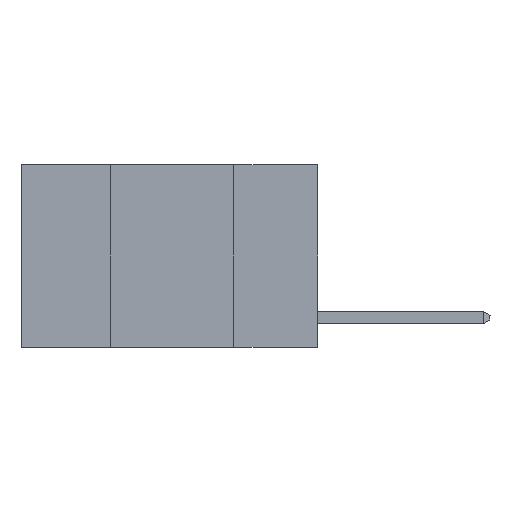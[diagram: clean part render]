
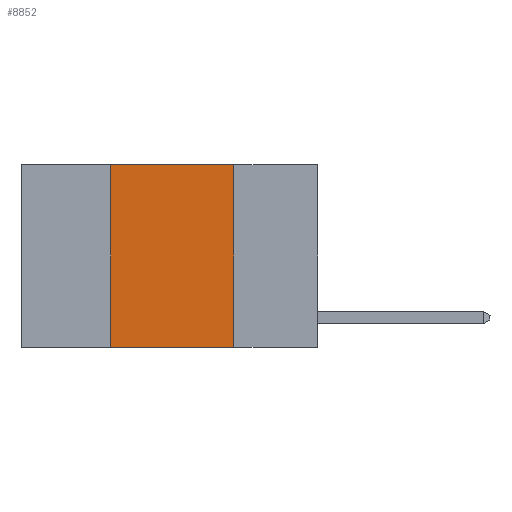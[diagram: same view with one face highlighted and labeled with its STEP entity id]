
A CAD part, left-side view. The second image highlights one B-rep face of the part: STEP entity #8852.
In plain terms, the highlighted planar face has unit normal (-1, 0, 0).
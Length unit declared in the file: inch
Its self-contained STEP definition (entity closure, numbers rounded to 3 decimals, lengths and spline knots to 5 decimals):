
#653 = VECTOR ( 'NONE', #6204, 39.37008 ) ;
#1373 = CARTESIAN_POINT ( 'NONE',  ( 0., 0.42, 0. ) ) ;
#1697 = LINE ( 'NONE', #10436, #18764 ) ;
#2812 = LINE ( 'NONE', #7820, #653 ) ;
#2913 = EDGE_LOOP ( 'NONE', ( #5816, #4059, #17491, #17652 ) ) ;
#3950 = VERTEX_POINT ( 'NONE', #1373 ) ;
#4059 = ORIENTED_EDGE ( 'NONE', *, *, #5978, .F. ) ;
#4196 = CARTESIAN_POINT ( 'NONE',  ( 0., 0.17, 0. ) ) ;
#4454 = VECTOR ( 'NONE', #12091, 39.37008 ) ;
#5297 = CARTESIAN_POINT ( 'NONE',  ( 0., 0.17, 0. ) ) ;
#5816 = ORIENTED_EDGE ( 'NONE', *, *, #12346, .F. ) ;
#5978 = EDGE_CURVE ( 'NONE', #3950, #8499, #18625, .T. ) ;
#6204 = DIRECTION ( 'NONE',  ( 0., -1., 0. ) ) ;
#7301 = AXIS2_PLACEMENT_3D ( 'NONE', #13971, #18771, #17357 ) ;
#7708 = EDGE_CURVE ( 'NONE', #17423, #16106, #2812, .T. ) ;
#7820 = CARTESIAN_POINT ( 'NONE',  ( 0., 0.6, -0.37 ) ) ;
#8499 = VERTEX_POINT ( 'NONE', #4196 ) ;
#8852 = ADVANCED_FACE ( 'NONE', ( #20943 ), #12130, .F. ) ;
#10311 = CARTESIAN_POINT ( 'NONE',  ( 0., 0.17, -0.37 ) ) ;
#10436 = CARTESIAN_POINT ( 'NONE',  ( 0., 0.42, 0. ) ) ;
#10596 = VECTOR ( 'NONE', #16999, 39.37008 ) ;
#11065 = EDGE_CURVE ( 'NONE', #17423, #3950, #1697, .T. ) ;
#12091 = DIRECTION ( 'NONE',  ( 0., 0., -1. ) ) ;
#12130 = PLANE ( 'NONE',  #7301 ) ;
#12346 = EDGE_CURVE ( 'NONE', #8499, #16106, #18734, .T. ) ;
#12729 = CARTESIAN_POINT ( 'NONE',  ( 0., 0.42, -0.37 ) ) ;
#13971 = CARTESIAN_POINT ( 'NONE',  ( 0., 0.6, 0. ) ) ;
#14846 = CARTESIAN_POINT ( 'NONE',  ( 0., 0.6, 0. ) ) ;
#16106 = VERTEX_POINT ( 'NONE', #10311 ) ;
#16999 = DIRECTION ( 'NONE',  ( 0., -1., 0. ) ) ;
#17357 = DIRECTION ( 'NONE',  ( 0., 0., -1. ) ) ;
#17423 = VERTEX_POINT ( 'NONE', #12729 ) ;
#17491 = ORIENTED_EDGE ( 'NONE', *, *, #11065, .F. ) ;
#17652 = ORIENTED_EDGE ( 'NONE', *, *, #7708, .T. ) ;
#18625 = LINE ( 'NONE', #14846, #10596 ) ;
#18725 = DIRECTION ( 'NONE',  ( 0., 0., 1. ) ) ;
#18734 = LINE ( 'NONE', #5297, #4454 ) ;
#18764 = VECTOR ( 'NONE', #18725, 39.37008 ) ;
#18771 = DIRECTION ( 'NONE',  ( 1., 0., 0. ) ) ;
#20943 = FACE_OUTER_BOUND ( 'NONE', #2913, .T. ) ;
